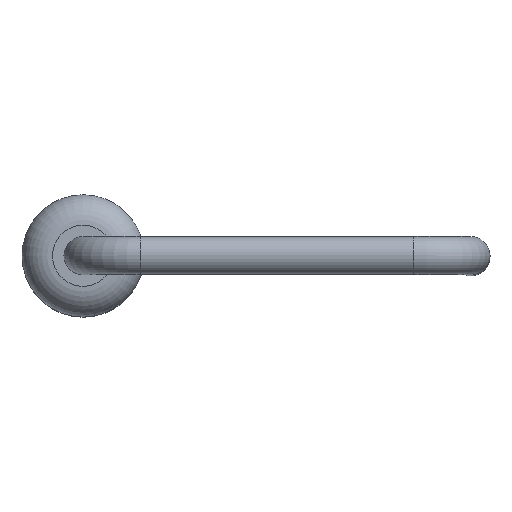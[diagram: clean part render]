
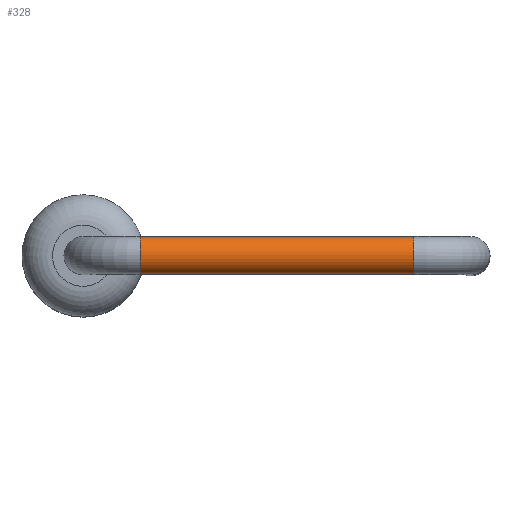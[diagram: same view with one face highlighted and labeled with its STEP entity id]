
A CAD part, top view. The second image highlights one B-rep face of the part: STEP entity #328.
In plain terms, the highlighted cylindrical face has radius 0.25 mm (diameter 0.5 mm), a full revolution.
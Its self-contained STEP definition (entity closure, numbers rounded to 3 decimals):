
#307 = VERTEX_POINT('',#308);
#308 = CARTESIAN_POINT('',(0.75,0.,6.1));
#315 = EDGE_CURVE('',#307,#307,#316,.T.);
#316 = CIRCLE('',#317,0.25);
#317 = AXIS2_PLACEMENT_3D('',#318,#319,#320);
#318 = CARTESIAN_POINT('',(0.75,0.,6.35));
#319 = DIRECTION('',(-1.,0.,0.));
#320 = DIRECTION('',(0.,0.,1.));
#328 = ADVANCED_FACE('',(#329),#348,.T.);
#329 = FACE_BOUND('',#330,.T.);
#330 = EDGE_LOOP('',(#331,#339,#346,#347));
#331 = ORIENTED_EDGE('',*,*,#332,.T.);
#332 = EDGE_CURVE('',#307,#333,#335,.T.);
#333 = VERTEX_POINT('',#334);
#334 = CARTESIAN_POINT('',(4.33,0.,6.1));
#335 = LINE('',#336,#337);
#336 = CARTESIAN_POINT('',(0.75,0.,6.1));
#337 = VECTOR('',#338,1.);
#338 = DIRECTION('',(1.,0.,0.));
#339 = ORIENTED_EDGE('',*,*,#340,.F.);
#340 = EDGE_CURVE('',#333,#333,#341,.T.);
#341 = CIRCLE('',#342,0.25);
#342 = AXIS2_PLACEMENT_3D('',#343,#344,#345);
#343 = CARTESIAN_POINT('',(4.33,0.,6.35));
#344 = DIRECTION('',(1.,0.,0.));
#345 = DIRECTION('',(0.,0.,-1.));
#346 = ORIENTED_EDGE('',*,*,#332,.F.);
#347 = ORIENTED_EDGE('',*,*,#315,.F.);
#348 = CYLINDRICAL_SURFACE('',#349,0.25);
#349 = AXIS2_PLACEMENT_3D('',#350,#351,#352);
#350 = CARTESIAN_POINT('',(0.75,0.,6.35));
#351 = DIRECTION('',(1.,0.,0.));
#352 = DIRECTION('',(0.,0.,-1.));
